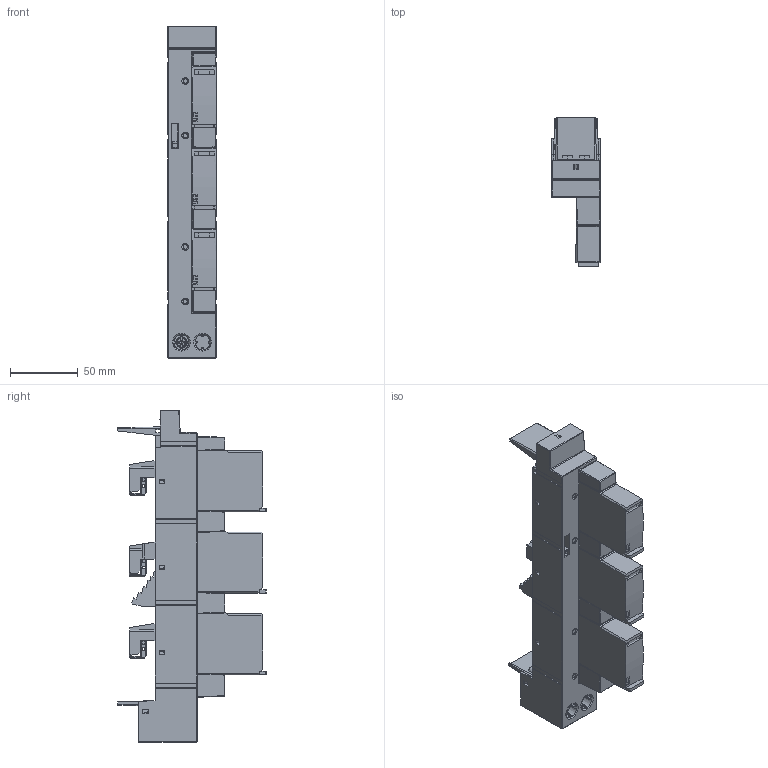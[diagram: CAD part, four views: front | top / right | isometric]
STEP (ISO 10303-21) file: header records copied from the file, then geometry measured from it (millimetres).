
FILE_DESCRIPTION((''),'2;1');
FILE_NAME('002440858_ETITEC_M60F_T23_300_2_ASM','2024-10-17T10:39:49',('klemen.sitar'),('Audax d.o.o.'),'CREO PARAMETRIC BY PTC INC, 2021304','CREO PARAMETRIC BY PTC INC, 2021304','');
FILE_SCHEMA(('AP242_MANAGED_MODEL_BASED_3D_ENGINEERING_MIM_LF { 1 0 10303 442 1 1 4 }'));
Products named in the file (20): N4_1; N1_1; PRT0001_1_1; PRT0001_1_2; PRT0001_1_3; PRT0001_1_ASM; PRT0002_1_1; PRT0002_1_2; PRT0002_1_3; PRT0002_1_ASM; PRT0003_1; PRT0004_1_1; PRT0004_1_2; PRT0004_1_3; PRT0004_1_ASM; PRT0006_1_1_1_1_1_1; PRT0006_1_1_1_1_1_1_1; PRT0006_1_1_1_1_1_1_1_1; PRT0001_1_1_1_1; 002440858_ETITEC_M60F_T23_300_2_ASM
Assembly tree (19 placements, depth 3):
  002440858_ETITEC_M60F_T23_300_2_ASM
    N4_1
    N1_1
    PRT0001_1_ASM
      PRT0001_1_1
      PRT0001_1_2
      PRT0001_1_3
    PRT0002_1_ASM
      PRT0002_1_1
      PRT0002_1_2
      PRT0002_1_3
    PRT0003_1
    PRT0004_1_ASM
      PRT0004_1_1
      PRT0004_1_2
      PRT0004_1_3
    PRT0006_1_1_1_1_1_1
    PRT0006_1_1_1_1_1_1_1
    PRT0006_1_1_1_1_1_1_1_1
    PRT0001_1_1_1_1
Bounding box: 36 x 109.3 x 244.5 mm (x, y, z)
Volume: 238128.6 mm3; surface area: 159037.3 mm2
Topology: 13 solids, 22 shells, 2181 faces, 6354 edges, 4184 vertices
Faces by surface type: plane 1581, cylinder 349, cone 154, bspline 58, torus 22, extrusion 9, sphere 8
Entity records: 118095 total; most frequent: CARTESIAN_POINT 24795, ORIENTED_EDGE 12581, DIRECTION 10844, PRESENTATION_STYLE_ASSIGNMENT 8566, STYLED_ITEM 8566, CURVE_STYLE 6363, EDGE_CURVE 6334, VECTOR 4866
